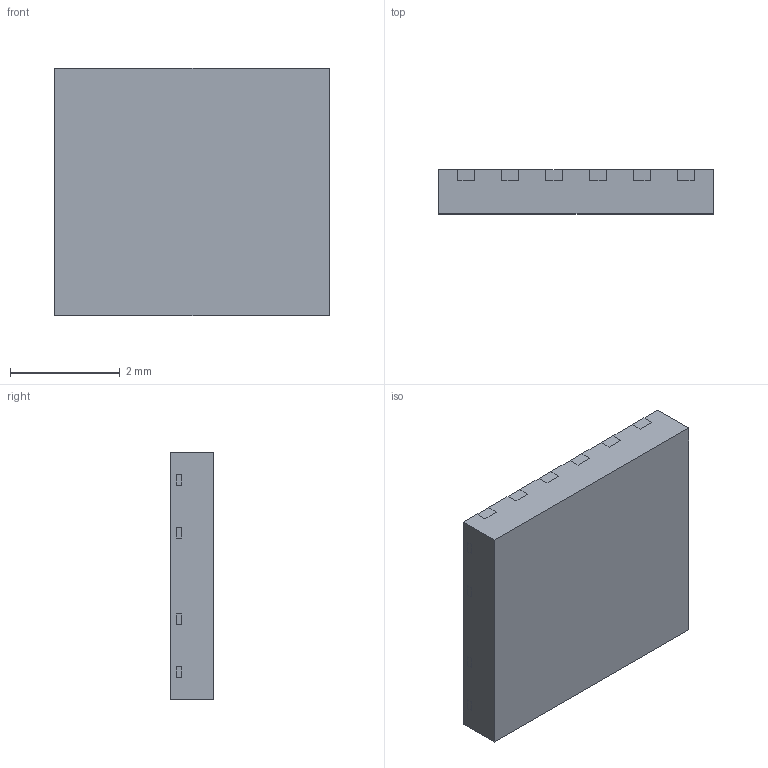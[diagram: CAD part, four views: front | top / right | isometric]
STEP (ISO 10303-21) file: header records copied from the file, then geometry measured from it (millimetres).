
FILE_DESCRIPTION(/* description */ ('Unknown'),/* implementation_level */ '2;1');
FILE_NAME(/* name */ 'DFN5045B-12_STP',/* time_stamp */ '2020-11-13T15:37:36+08:00',/* author */ ('Unknown'),/* organization */ ('Unknown'),/* preprocessor_version */ 'ST-DEVELOPER v16.7',/* originating_system */ 'DEX',/* authorisation */ $);
FILE_SCHEMA (('AUTOMOTIVE_DESIGN {1 0 10303 214 3 1 1}'));
Length unit declared in the file: millimetre
Products named in the file (3): DFN5045B-12; CP; LF
Assembly tree (2 placements, depth 2):
  DFN5045B-12
    CP
    LF
Bounding box: 5 x 0.8 x 4.5 mm (x, y, z)
Volume: 18 mm3; surface area: 127.2 mm2
Topology: 10 solids, 10 shells, 457 faces, 1338 edges, 892 vertices
Faces by surface type: plane 369, cylinder 88
Entity records: 16834 total; most frequent: CARTESIAN_POINT 2690, ORIENTED_EDGE 2676, DIRECTION 2434, EDGE_CURVE 1338, LINE 1162, VECTOR 1162, VERTEX_POINT 892, AXIS2_PLACEMENT_3D 636
